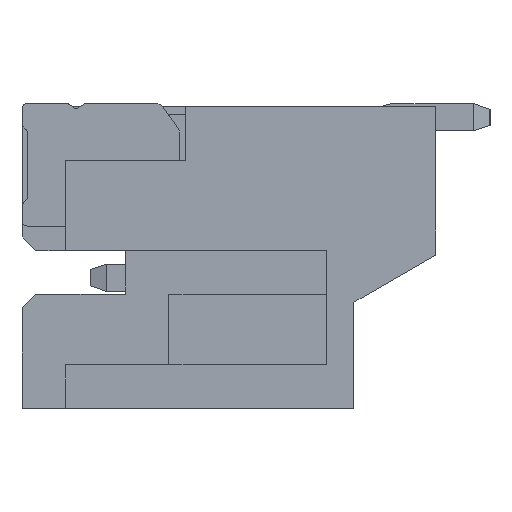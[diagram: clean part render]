
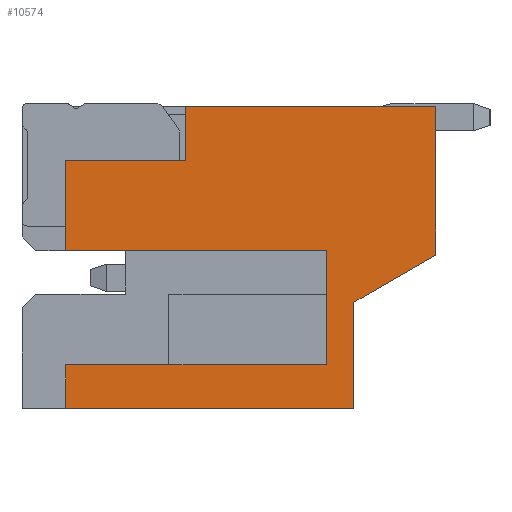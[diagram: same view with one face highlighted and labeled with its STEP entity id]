
A CAD part, left-side view. The second image highlights one B-rep face of the part: STEP entity #10574.
In plain terms, the highlighted planar face has unit normal (-1, 0, 0).
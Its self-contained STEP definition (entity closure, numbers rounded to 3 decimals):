
#470=DIRECTION('',(0.,-1.,0.));
#471=VECTOR('',#470,4.6);
#472=CARTESIAN_POINT('',(-12.,0.05,5.55));
#473=LINE('',#472,#471);
#474=DIRECTION('',(0.,0.866,-0.5));
#475=VECTOR('',#474,1.732);
#476=CARTESIAN_POINT('',(-12.,-4.55,2.816));
#477=LINE('',#476,#475);
#478=DIRECTION('',(0.,0.,-1.));
#479=VECTOR('',#478,1.95);
#480=CARTESIAN_POINT('',(-12.,-3.05,1.95));
#481=LINE('',#480,#479);
#482=DIRECTION('',(0.,1.,0.));
#483=VECTOR('',#482,5.3);
#484=CARTESIAN_POINT('',(-12.,-3.05,0.));
#485=LINE('',#484,#483);
#486=DIRECTION('',(0.,1.,0.));
#487=VECTOR('',#486,4.8);
#488=CARTESIAN_POINT('',(-12.,-2.55,2.9));
#489=LINE('',#488,#487);
#490=DIRECTION('',(0.,0.,1.));
#491=VECTOR('',#490,1.65);
#492=CARTESIAN_POINT('',(-12.,2.25,2.9));
#493=LINE('',#492,#491);
#494=DIRECTION('',(0.,0.,1.));
#495=VECTOR('',#494,1.);
#496=CARTESIAN_POINT('',(-12.,0.05,4.55));
#497=LINE('',#496,#495);
#498=DIRECTION('',(0.,0.,1.));
#499=VECTOR('',#498,2.734);
#500=CARTESIAN_POINT('',(-12.,-4.55,2.816));
#501=LINE('',#500,#499);
#1651=DIRECTION('',(0.,0.,1.));
#1652=VECTOR('',#1651,2.095);
#1653=CARTESIAN_POINT('',(-12.,-2.55,0.805));
#1654=LINE('',#1653,#1652);
#1663=DIRECTION('',(0.,-1.,0.));
#1664=VECTOR('',#1663,2.9);
#1665=CARTESIAN_POINT('',(-12.,0.35,0.805));
#1666=LINE('',#1665,#1664);
#1675=DIRECTION('',(0.,0.,1.));
#1676=VECTOR('',#1675,0.005);
#1677=CARTESIAN_POINT('',(-12.,0.35,0.8));
#1678=LINE('',#1677,#1676);
#1715=DIRECTION('',(0.,-1.,0.));
#1716=VECTOR('',#1715,1.9);
#1717=CARTESIAN_POINT('',(-12.,2.25,0.8));
#1718=LINE('',#1717,#1716);
#1723=DIRECTION('',(0.,0.,1.));
#1724=VECTOR('',#1723,0.8);
#1725=CARTESIAN_POINT('',(-12.,2.25,0.));
#1726=LINE('',#1725,#1724);
#7380=DIRECTION('',(0.,-1.,0.));
#7381=VECTOR('',#7380,2.2);
#7382=CARTESIAN_POINT('',(-12.,2.25,4.55));
#7383=LINE('',#7382,#7381);
#7633=CARTESIAN_POINT('',(-12.,-3.05,0.));
#7634=VERTEX_POINT('',#7633);
#7635=CARTESIAN_POINT('',(-12.,2.25,0.));
#7636=VERTEX_POINT('',#7635);
#7853=CARTESIAN_POINT('',(-12.,-3.05,1.95));
#7854=VERTEX_POINT('',#7853);
#8129=CARTESIAN_POINT('',(-12.,0.05,5.55));
#8131=VERTEX_POINT('',#8129);
#8133=CARTESIAN_POINT('',(-12.,-4.55,5.55));
#8134=VERTEX_POINT('',#8133);
#8141=CARTESIAN_POINT('',(-12.,0.05,4.55));
#8142=VERTEX_POINT('',#8141);
#8147=CARTESIAN_POINT('',(-12.,2.25,2.9));
#8148=CARTESIAN_POINT('',(-12.,2.25,4.55));
#8149=VERTEX_POINT('',#8147);
#8150=VERTEX_POINT('',#8148);
#8165=CARTESIAN_POINT('',(-12.,-2.55,2.9));
#8166=VERTEX_POINT('',#8165);
#8167=CARTESIAN_POINT('',(-12.,-2.55,0.805));
#8168=VERTEX_POINT('',#8167);
#8169=CARTESIAN_POINT('',(-12.,0.35,0.805));
#8170=VERTEX_POINT('',#8169);
#8171=CARTESIAN_POINT('',(-12.,0.35,0.8));
#8172=VERTEX_POINT('',#8171);
#8173=CARTESIAN_POINT('',(-12.,2.25,0.8));
#8174=VERTEX_POINT('',#8173);
#8175=CARTESIAN_POINT('',(-12.,-4.55,2.816));
#8176=VERTEX_POINT('',#8175);
#10543=CARTESIAN_POINT('',(-12.,-1.15,2.775));
#10544=DIRECTION('',(1.,0.,0.));
#10545=DIRECTION('',(0.,-1.,0.));
#10546=AXIS2_PLACEMENT_3D('',#10543,#10544,#10545);
#10547=PLANE('',#10546);
#10548=ORIENTED_EDGE('',*,*,#10281,.T.);
#10550=ORIENTED_EDGE('',*,*,#10549,.F.);
#10552=ORIENTED_EDGE('',*,*,#10551,.T.);
#10554=ORIENTED_EDGE('',*,*,#10553,.T.);
#10556=ORIENTED_EDGE('',*,*,#10555,.T.);
#10558=ORIENTED_EDGE('',*,*,#10557,.T.);
#10560=ORIENTED_EDGE('',*,*,#10559,.T.);
#10562=ORIENTED_EDGE('',*,*,#10561,.T.);
#10564=ORIENTED_EDGE('',*,*,#10563,.T.);
#10566=ORIENTED_EDGE('',*,*,#10565,.T.);
#10567=ORIENTED_EDGE('',*,*,#10505,.T.);
#10568=ORIENTED_EDGE('',*,*,#9897,.T.);
#10570=ORIENTED_EDGE('',*,*,#10569,.T.);
#10571=ORIENTED_EDGE('',*,*,#10239,.T.);
#10572=EDGE_LOOP('',(#10548,#10550,#10552,#10554,#10556,#10558,#10560,#10562,
#10564,#10566,#10567,#10568,#10570,#10571));
#10573=FACE_OUTER_BOUND('',#10572,.F.);
#9897=EDGE_CURVE('',#8149,#8150,#493,.T.);
#10239=EDGE_CURVE('',#8142,#8131,#497,.T.);
#10281=EDGE_CURVE('',#8131,#8134,#473,.T.);
#10505=EDGE_CURVE('',#8166,#8149,#489,.T.);
#10549=EDGE_CURVE('',#8176,#8134,#501,.T.);
#10551=EDGE_CURVE('',#8176,#7854,#477,.T.);
#10553=EDGE_CURVE('',#7854,#7634,#481,.T.);
#10555=EDGE_CURVE('',#7634,#7636,#485,.T.);
#10557=EDGE_CURVE('',#7636,#8174,#1726,.T.);
#10559=EDGE_CURVE('',#8174,#8172,#1718,.T.);
#10561=EDGE_CURVE('',#8172,#8170,#1678,.T.);
#10563=EDGE_CURVE('',#8170,#8168,#1666,.T.);
#10565=EDGE_CURVE('',#8168,#8166,#1654,.T.);
#10569=EDGE_CURVE('',#8150,#8142,#7383,.T.);
#10574=ADVANCED_FACE('',(#10573),#10547,.F.);
